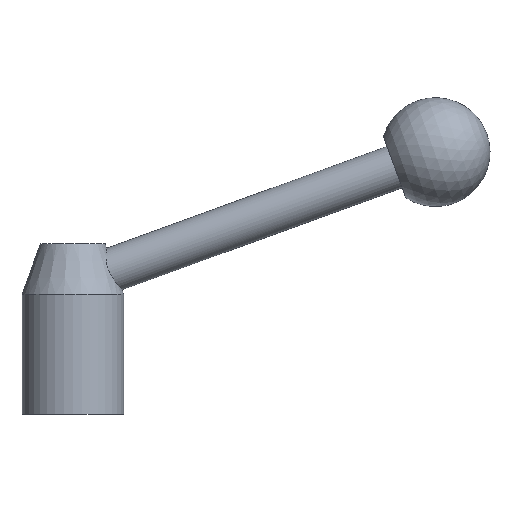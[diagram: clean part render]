
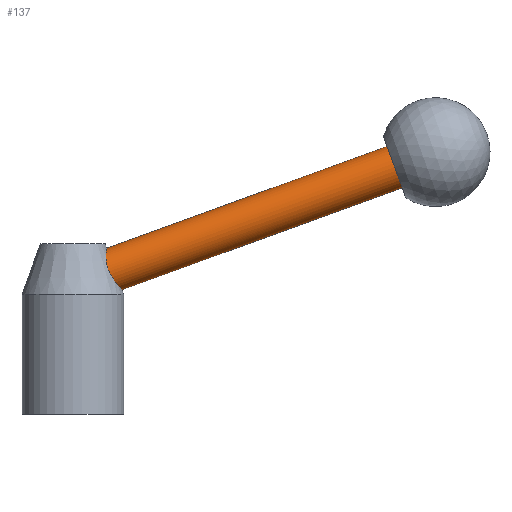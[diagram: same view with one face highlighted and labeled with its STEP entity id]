
A CAD part, front view. The second image highlights one B-rep face of the part: STEP entity #137.
In plain terms, the highlighted cylindrical face has radius 6.076 mm (diameter 12.152 mm), a partial arc.
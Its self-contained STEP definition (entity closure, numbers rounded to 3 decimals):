
#119=VERTEX_POINT('',#269);
#133=VERTEX_POINT('',#287);
#137=ADVANCED_FACE('',(#291),#292,.T.);
#141=EDGE_CURVE('',#201,#119,#296,.T.);
#151=EDGE_CURVE('',#155,#119,#306,.T.);
#155=VERTEX_POINT('',#310);
#171=EDGE_CURVE('',#201,#133,#328,.T.);
#201=VERTEX_POINT('',#363);
#209=EDGE_CURVE('',#155,#133,#372,.T.);
#269=CARTESIAN_POINT('',(9.374,0.,45.71));
#287=CARTESIAN_POINT('',(90.802,0.,62.415));
#291=FACE_OUTER_BOUND('',#473,.T.);
#292=CYLINDRICAL_SURFACE('',#474,6.076);
#296=B_SPLINE_CURVE_WITH_KNOTS('',3,(#481,#482,#483,#484,#485,#486,#487,#488,#489,#490,#491,#492,#493,#494,#495,#496,#497,#498,#499,#500,#501,#502,#503,#504,#505,#506,#507,#508,#509,#510,#511,#512,#513,#514),.UNSPECIFIED.,.F.,.F.,(4,2,2,2,2,2,2,2,2,2,2,2,2,2,2,2,4),(10.461,11.767,13.073,14.379,15.685,16.994,18.303,19.612,20.921,21.958,22.995,24.031,25.068,26.092,27.116,28.14,29.164),.UNSPECIFIED.);
#306=LINE('',#531,#532);
#310=CARTESIAN_POINT('',(86.646,0.,73.834));
#328=LINE('',#559,#560);
#363=CARTESIAN_POINT('',(13.53,0.,34.29));
#372=CIRCLE('',#627,6.076);
#473=EDGE_LOOP('',(#719,#720,#721,#722));
#474=AXIS2_PLACEMENT_3D('',#723,#724,#725);
#481=CARTESIAN_POINT('',(13.53,0.,34.29));
#482=CARTESIAN_POINT('',(13.53,-0.435,34.29));
#483=CARTESIAN_POINT('',(13.495,-0.882,34.328));
#484=CARTESIAN_POINT('',(13.352,-1.759,34.484));
#485=CARTESIAN_POINT('',(13.244,-2.19,34.602));
#486=CARTESIAN_POINT('',(12.968,-3.004,34.911));
#487=CARTESIAN_POINT('',(12.799,-3.389,35.103));
#488=CARTESIAN_POINT('',(12.425,-4.086,35.546));
#489=CARTESIAN_POINT('',(12.218,-4.4,35.797));
#490=CARTESIAN_POINT('',(11.797,-4.941,36.335));
#491=CARTESIAN_POINT('',(11.569,-5.186,36.64));
#492=CARTESIAN_POINT('',(11.106,-5.594,37.307));
#493=CARTESIAN_POINT('',(10.872,-5.758,37.669));
#494=CARTESIAN_POINT('',(10.427,-5.989,38.433));
#495=CARTESIAN_POINT('',(10.217,-6.055,38.836));
#496=CARTESIAN_POINT('',(9.847,-6.088,39.657));
#497=CARTESIAN_POINT('',(9.689,-6.054,40.075));
#498=CARTESIAN_POINT('',(9.462,-5.912,40.81));
#499=CARTESIAN_POINT('',(9.377,-5.819,41.145));
#500=CARTESIAN_POINT('',(9.246,-5.568,41.812));
#501=CARTESIAN_POINT('',(9.199,-5.412,42.144));
#502=CARTESIAN_POINT('',(9.141,-5.046,42.781));
#503=CARTESIAN_POINT('',(9.129,-4.836,43.087));
#504=CARTESIAN_POINT('',(9.129,-4.378,43.654));
#505=CARTESIAN_POINT('',(9.141,-4.129,43.915));
#506=CARTESIAN_POINT('',(9.174,-3.621,44.375));
#507=CARTESIAN_POINT('',(9.197,-3.34,44.593));
#508=CARTESIAN_POINT('',(9.247,-2.737,44.982));
#509=CARTESIAN_POINT('',(9.273,-2.414,45.153));
#510=CARTESIAN_POINT('',(9.32,-1.743,45.43));
#511=CARTESIAN_POINT('',(9.34,-1.394,45.536));
#512=CARTESIAN_POINT('',(9.367,-0.693,45.676));
#513=CARTESIAN_POINT('',(9.374,-0.341,45.71));
#514=CARTESIAN_POINT('',(9.374,0.,45.71));
#531=CARTESIAN_POINT('',(42.284,0.,57.688));
#532=VECTOR('',#735,1.0);
#559=CARTESIAN_POINT('',(46.44,0.,46.269));
#560=VECTOR('',#759,1.0);
#627=AXIS2_PLACEMENT_3D('',#814,#815,#816);
#719=ORIENTED_EDGE('',*,*,#171,.T.);
#720=ORIENTED_EDGE('',*,*,#209,.F.);
#721=ORIENTED_EDGE('',*,*,#151,.T.);
#722=ORIENTED_EDGE('',*,*,#141,.F.);
#723=CARTESIAN_POINT('',(44.362,0.,51.978));
#724=DIRECTION('',(-0.94,0.,-0.342));
#725=DIRECTION('',(0.342,0.,-0.94));
#735=DIRECTION('',(-0.94,0.,-0.342));
#759=DIRECTION('',(0.94,0.,0.342));
#814=CARTESIAN_POINT('',(88.724,0.,68.125));
#815=DIRECTION('',(0.94,0.,0.342));
#816=DIRECTION('',(0.342,0.,-0.94));
